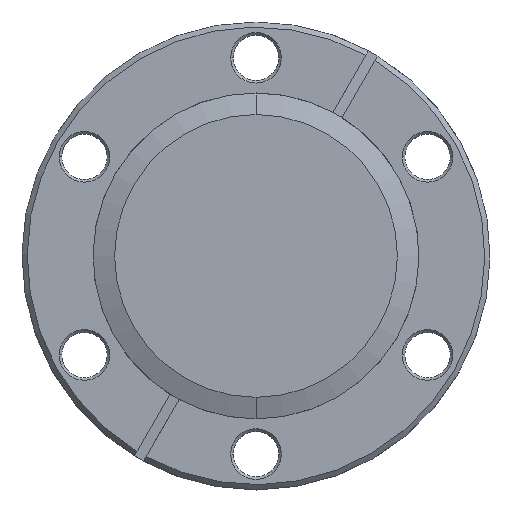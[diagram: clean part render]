
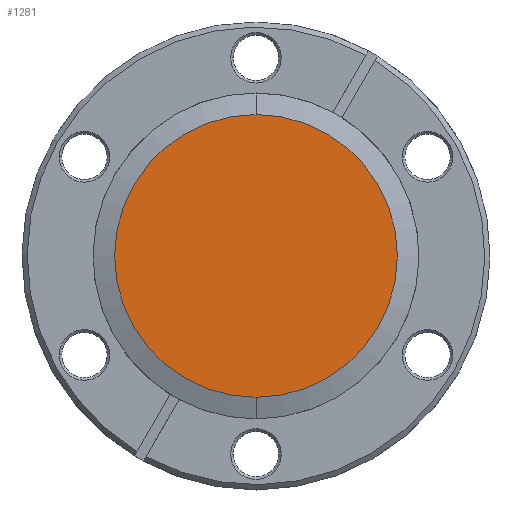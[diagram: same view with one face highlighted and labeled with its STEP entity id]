
A CAD part, top view. The second image highlights one B-rep face of the part: STEP entity #1281.
In plain terms, the highlighted planar face has unit normal (0, 0, 1).
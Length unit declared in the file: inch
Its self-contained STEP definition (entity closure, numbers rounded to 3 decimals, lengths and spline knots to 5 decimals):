
#290=CARTESIAN_POINT('',(0.,0.,-0.05));
#291=DIRECTION('',(0.,0.,-1.));
#292=DIRECTION('',(0.,1.,0.));
#293=AXIS2_PLACEMENT_3D('',#290,#291,#292);
#295=CARTESIAN_POINT('',(0.,0.,-0.05));
#296=DIRECTION('',(0.,0.,1.));
#297=DIRECTION('',(0.,1.,0.));
#298=AXIS2_PLACEMENT_3D('',#295,#296,#297);
#638=CARTESIAN_POINT('',(0.,0.825,-0.05));
#640=VERTEX_POINT('',#638);
#644=CARTESIAN_POINT('',(0.,-0.825,-0.05));
#646=VERTEX_POINT('',#644);
#1272=CARTESIAN_POINT('',(0.,0.,-0.05));
#1273=DIRECTION('',(0.,0.,1.));
#1274=DIRECTION('',(0.,1.,0.));
#1275=AXIS2_PLACEMENT_3D('',#1272,#1273,#1274);
#1276=PLANE('',#1275);
#1277=ORIENTED_EDGE('',*,*,#1254,.T.);
#1278=ORIENTED_EDGE('',*,*,#1265,.F.);
#1279=EDGE_LOOP('',(#1277,#1278));
#1280=FACE_OUTER_BOUND('',#1279,.F.);
#1281=ADVANCED_FACE('',(#1280),#1276,.T.);
#294=CIRCLE('',#293,0.825);
#299=CIRCLE('',#298,0.825);
#1254=EDGE_CURVE('',#640,#646,#294,.T.);
#1265=EDGE_CURVE('',#640,#646,#299,.T.);
